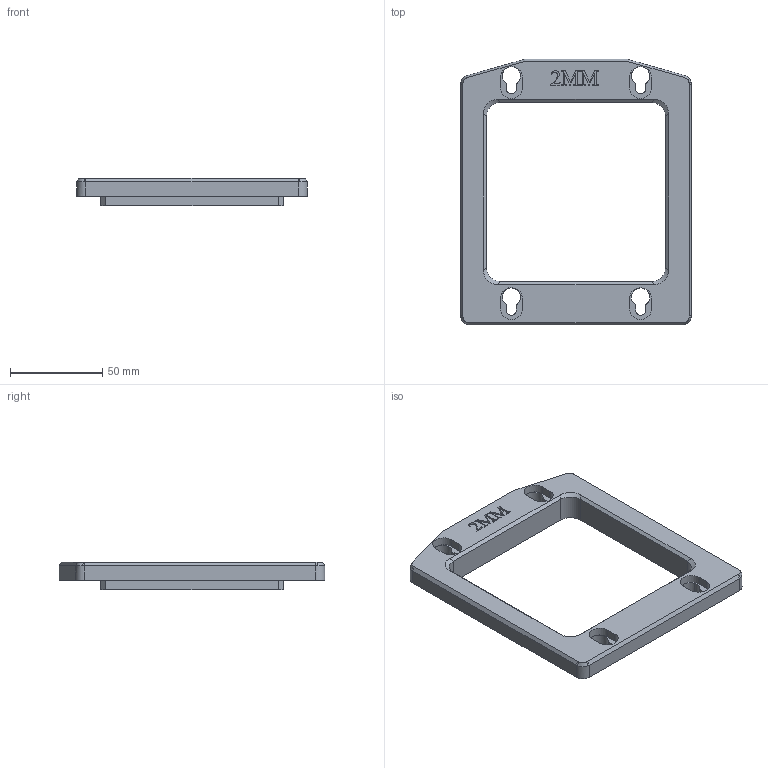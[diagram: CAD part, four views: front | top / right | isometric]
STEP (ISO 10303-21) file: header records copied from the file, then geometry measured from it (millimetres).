
FILE_DESCRIPTION(/* description */ (''),/* implementation_level */ '2;1');
FILE_NAME(/* name */ 'RECTAN~4',/* time_stamp */ '2022-01-04T22:00:19+01:00',/* author */ (''),/* organization */ (''),/* preprocessor_version */ 'ST-DEVELOPER v16.5',/* originating_system */ '',/* authorisation */ '');
FILE_SCHEMA (('AUTOMOTIVE_DESIGN'));
Length unit declared in the file: millimetre
Products named in the file (1): Document
Bounding box: 125.03 x 143.97 x 15.14 mm (x, y, z)
Volume: 78275 mm3; surface area: 29860.2 mm2
Topology: 1 solids, 1 shells, 166 faces, 450 edges, 294 vertices
Faces by surface type: plane 84, bspline 82
Entity records: 5330 total; most frequent: CARTESIAN_POINT 2521, ORIENTED_EDGE 900, EDGE_CURVE 450, B_SPLINE_CURVE_WITH_KNOTS 317, VERTEX_POINT 294, EDGE_LOOP 184, ADVANCED_FACE 166, FACE_OUTER_BOUND 166
